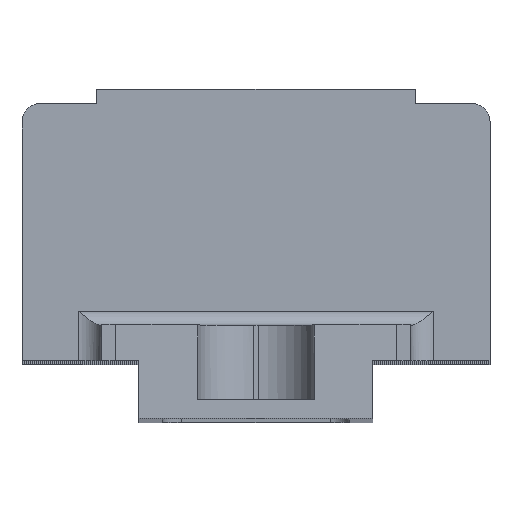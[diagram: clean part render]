
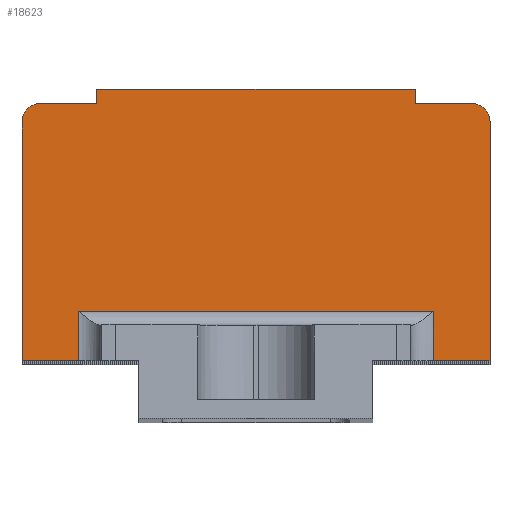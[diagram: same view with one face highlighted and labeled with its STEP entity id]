
A CAD part, top view. The second image highlights one B-rep face of the part: STEP entity #18623.
In plain terms, the highlighted planar face has unit normal (0, 0, 1).
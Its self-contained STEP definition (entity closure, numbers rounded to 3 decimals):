
#310=DIRECTION('',(1.,0.,0.));
#311=VECTOR('',#310,38.);
#312=CARTESIAN_POINT('',(-19.,11.5,250.1));
#313=LINE('',#312,#311);
#337=DIRECTION('',(0.,1.,0.));
#338=VECTOR('',#337,5.3);
#339=CARTESIAN_POINT('',(-19.,6.2,250.1));
#340=LINE('',#339,#338);
#355=DIRECTION('',(1.,0.,0.));
#356=VECTOR('',#355,6.);
#357=CARTESIAN_POINT('',(-23.,33.7,250.1));
#358=LINE('',#357,#356);
#359=DIRECTION('',(0.,1.,0.));
#360=VECTOR('',#359,1.5);
#361=CARTESIAN_POINT('',(-17.,33.7,250.1));
#362=LINE('',#361,#360);
#363=DIRECTION('',(1.,0.,0.));
#364=VECTOR('',#363,34.);
#365=CARTESIAN_POINT('',(-17.,35.2,250.1));
#366=LINE('',#365,#364);
#367=DIRECTION('',(0.,-1.,0.));
#368=VECTOR('',#367,1.5);
#369=CARTESIAN_POINT('',(17.,35.2,250.1));
#370=LINE('',#369,#368);
#371=DIRECTION('',(1.,0.,0.));
#372=VECTOR('',#371,6.);
#373=CARTESIAN_POINT('',(17.,33.7,250.1));
#374=LINE('',#373,#372);
#375=DIRECTION('',(0.,-1.,0.));
#376=VECTOR('',#375,25.5);
#377=CARTESIAN_POINT('',(25.,31.7,250.1));
#378=LINE('',#377,#376);
#379=DIRECTION('',(-1.,0.,0.));
#380=VECTOR('',#379,6.);
#381=CARTESIAN_POINT('',(25.,6.2,250.1));
#382=LINE('',#381,#380);
#383=DIRECTION('',(-1.,0.,0.));
#384=VECTOR('',#383,6.);
#385=CARTESIAN_POINT('',(-19.,6.2,250.1));
#386=LINE('',#385,#384);
#387=DIRECTION('',(0.,1.,0.));
#388=VECTOR('',#387,25.5);
#389=CARTESIAN_POINT('',(-25.,6.2,250.1));
#390=LINE('',#389,#388);
#395=CARTESIAN_POINT('',(-23.,31.7,250.1));
#396=DIRECTION('',(0.,0.,1.));
#397=DIRECTION('',(0.,1.,0.));
#398=AXIS2_PLACEMENT_3D('',#395,#396,#397);
#2551=DIRECTION('',(0.,1.,0.));
#2552=VECTOR('',#2551,5.3);
#2553=CARTESIAN_POINT('',(19.,6.2,250.1));
#2554=LINE('',#2553,#2552);
#2693=CARTESIAN_POINT('',(23.,31.7,250.1));
#2694=DIRECTION('',(0.,0.,1.));
#2695=DIRECTION('',(1.,0.,0.));
#2696=AXIS2_PLACEMENT_3D('',#2693,#2694,#2695);
#15289=CARTESIAN_POINT('',(-17.,33.7,250.1));
#15290=CARTESIAN_POINT('',(-17.,35.2,250.1));
#15291=VERTEX_POINT('',#15289);
#15292=VERTEX_POINT('',#15290);
#15293=CARTESIAN_POINT('',(17.,35.2,250.1));
#15294=VERTEX_POINT('',#15293);
#15295=CARTESIAN_POINT('',(17.,33.7,250.1));
#15296=VERTEX_POINT('',#15295);
#15305=CARTESIAN_POINT('',(25.,6.2,250.1));
#15307=VERTEX_POINT('',#15305);
#15309=CARTESIAN_POINT('',(-25.,6.2,250.1));
#15311=VERTEX_POINT('',#15309);
#15501=CARTESIAN_POINT('',(19.,6.2,250.1));
#15502=VERTEX_POINT('',#15501);
#15507=CARTESIAN_POINT('',(-19.,6.2,250.1));
#15508=VERTEX_POINT('',#15507);
#15509=CARTESIAN_POINT('',(-19.,11.5,250.1));
#15510=CARTESIAN_POINT('',(19.,11.5,250.1));
#15511=VERTEX_POINT('',#15509);
#15512=VERTEX_POINT('',#15510);
#15702=CARTESIAN_POINT('',(-23.,33.7,250.1));
#15704=VERTEX_POINT('',#15702);
#15705=CARTESIAN_POINT('',(-25.,31.7,250.1));
#15706=VERTEX_POINT('',#15705);
#15806=CARTESIAN_POINT('',(25.,31.7,250.1));
#15808=VERTEX_POINT('',#15806);
#15809=CARTESIAN_POINT('',(23.,33.7,250.1));
#15810=VERTEX_POINT('',#15809);
#18590=CARTESIAN_POINT('',(0.,0.,250.1));
#18591=DIRECTION('',(0.,0.,-1.));
#18592=DIRECTION('',(-1.,0.,0.));
#18593=AXIS2_PLACEMENT_3D('',#18590,#18591,#18592);
#18594=PLANE('',#18593);
#18596=ORIENTED_EDGE('',*,*,#18595,.F.);
#18598=ORIENTED_EDGE('',*,*,#18597,.T.);
#18600=ORIENTED_EDGE('',*,*,#18599,.T.);
#18602=ORIENTED_EDGE('',*,*,#18601,.T.);
#18604=ORIENTED_EDGE('',*,*,#18603,.T.);
#18606=ORIENTED_EDGE('',*,*,#18605,.T.);
#18608=ORIENTED_EDGE('',*,*,#18607,.F.);
#18610=ORIENTED_EDGE('',*,*,#18609,.T.);
#18612=ORIENTED_EDGE('',*,*,#18611,.T.);
#18614=ORIENTED_EDGE('',*,*,#18613,.T.);
#18615=ORIENTED_EDGE('',*,*,#18564,.F.);
#18616=ORIENTED_EDGE('',*,*,#18579,.F.);
#18618=ORIENTED_EDGE('',*,*,#18617,.T.);
#18620=ORIENTED_EDGE('',*,*,#18619,.T.);
#18621=EDGE_LOOP('',(#18596,#18598,#18600,#18602,#18604,#18606,#18608,#18610,
#18612,#18614,#18615,#18616,#18618,#18620));
#18622=FACE_OUTER_BOUND('',#18621,.F.);
#18623=ADVANCED_FACE('',(#18622),#18594,.F.);
#399=CIRCLE('',#398,2.);
#2697=CIRCLE('',#2696,2.);
#18564=EDGE_CURVE('',#15511,#15512,#313,.T.);
#18579=EDGE_CURVE('',#15508,#15511,#340,.T.);
#18595=EDGE_CURVE('',#15704,#15706,#399,.T.);
#18597=EDGE_CURVE('',#15704,#15291,#358,.T.);
#18599=EDGE_CURVE('',#15291,#15292,#362,.T.);
#18601=EDGE_CURVE('',#15292,#15294,#366,.T.);
#18603=EDGE_CURVE('',#15294,#15296,#370,.T.);
#18605=EDGE_CURVE('',#15296,#15810,#374,.T.);
#18607=EDGE_CURVE('',#15808,#15810,#2697,.T.);
#18609=EDGE_CURVE('',#15808,#15307,#378,.T.);
#18611=EDGE_CURVE('',#15307,#15502,#382,.T.);
#18613=EDGE_CURVE('',#15502,#15512,#2554,.T.);
#18617=EDGE_CURVE('',#15508,#15311,#386,.T.);
#18619=EDGE_CURVE('',#15311,#15706,#390,.T.);
